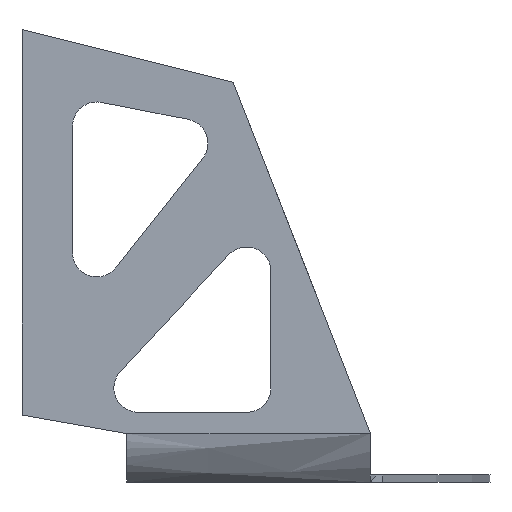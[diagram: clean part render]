
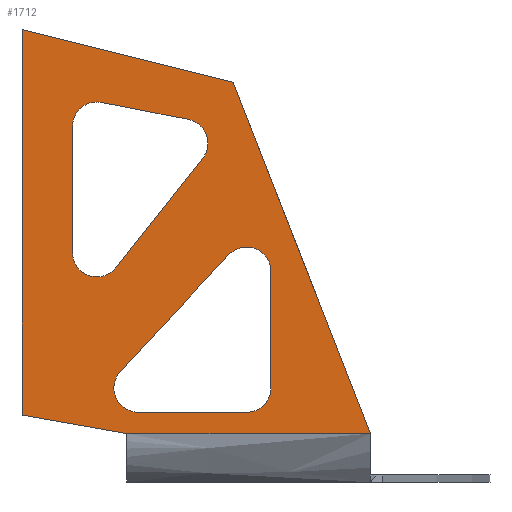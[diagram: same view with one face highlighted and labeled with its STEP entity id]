
A CAD part, left-side view. The second image highlights one B-rep face of the part: STEP entity #1712.
In plain terms, the highlighted planar face has unit normal (-1, 0, 0).
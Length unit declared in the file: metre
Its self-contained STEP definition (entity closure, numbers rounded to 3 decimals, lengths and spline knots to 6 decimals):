
#58=FACE_BOUND('',#255,.T.);
#59=FACE_BOUND('',#256,.T.);
#88=CIRCLE('',#1825,0.01);
#95=CIRCLE('',#1834,0.01);
#96=CIRCLE('',#1835,0.01);
#97=CIRCLE('',#1836,0.01);
#98=CIRCLE('',#1837,0.01);
#99=CIRCLE('',#1838,0.01);
#157=FACE_OUTER_BOUND('',#254,.T.);
#254=EDGE_LOOP('',(#1243,#1244,#1245,#1246,#1247));
#255=EDGE_LOOP('',(#1248,#1249,#1250,#1251,#1252,#1253));
#256=EDGE_LOOP('',(#1254,#1255,#1256,#1257,#1258,#1259));
#380=LINE('',#2643,#550);
#385=LINE('',#2653,#555);
#419=LINE('',#2988,#589);
#420=LINE('',#2989,#590);
#421=LINE('',#2990,#591);
#422=LINE('',#2993,#592);
#423=LINE('',#2997,#593);
#424=LINE('',#3001,#594);
#425=LINE('',#3004,#595);
#426=LINE('',#3006,#596);
#427=LINE('',#3010,#597);
#550=VECTOR('',#1985,0.01);
#555=VECTOR('',#1996,1.);
#589=VECTOR('',#2072,1.);
#590=VECTOR('',#2073,1.);
#591=VECTOR('',#2074,1.);
#592=VECTOR('',#2075,1.);
#593=VECTOR('',#2078,1.);
#594=VECTOR('',#2081,1.);
#595=VECTOR('',#2084,1.);
#596=VECTOR('',#2085,1.);
#597=VECTOR('',#2088,1.);
#732=VERTEX_POINT('',#2640);
#733=VERTEX_POINT('',#2642);
#734=VERTEX_POINT('',#2650);
#735=VERTEX_POINT('',#2652);
#765=VERTEX_POINT('',#2880);
#766=VERTEX_POINT('',#2882);
#784=VERTEX_POINT('',#2987);
#785=VERTEX_POINT('',#2991);
#786=VERTEX_POINT('',#2992);
#787=VERTEX_POINT('',#2994);
#788=VERTEX_POINT('',#2996);
#789=VERTEX_POINT('',#2998);
#790=VERTEX_POINT('',#3000);
#791=VERTEX_POINT('',#3003);
#792=VERTEX_POINT('',#3005);
#793=VERTEX_POINT('',#3007);
#794=VERTEX_POINT('',#3009);
#901=EDGE_CURVE('',#733,#732,#380,.T.);
#906=EDGE_CURVE('',#734,#735,#385,.T.);
#943=EDGE_CURVE('',#766,#765,#88,.T.);
#964=EDGE_CURVE('',#784,#732,#419,.T.);
#965=EDGE_CURVE('',#735,#784,#420,.T.);
#966=EDGE_CURVE('',#734,#733,#421,.T.);
#967=EDGE_CURVE('',#785,#786,#422,.T.);
#968=EDGE_CURVE('',#786,#787,#95,.T.);
#969=EDGE_CURVE('',#787,#788,#423,.T.);
#970=EDGE_CURVE('',#788,#789,#96,.T.);
#971=EDGE_CURVE('',#789,#790,#424,.T.);
#972=EDGE_CURVE('',#790,#785,#97,.T.);
#973=EDGE_CURVE('',#791,#766,#425,.T.);
#974=EDGE_CURVE('',#765,#792,#426,.T.);
#975=EDGE_CURVE('',#792,#793,#98,.T.);
#976=EDGE_CURVE('',#793,#794,#427,.T.);
#977=EDGE_CURVE('',#794,#791,#99,.T.);
#1243=ORIENTED_EDGE('',*,*,#964,.F.);
#1244=ORIENTED_EDGE('',*,*,#965,.F.);
#1245=ORIENTED_EDGE('',*,*,#906,.F.);
#1246=ORIENTED_EDGE('',*,*,#966,.T.);
#1247=ORIENTED_EDGE('',*,*,#901,.T.);
#1248=ORIENTED_EDGE('',*,*,#967,.T.);
#1249=ORIENTED_EDGE('',*,*,#968,.T.);
#1250=ORIENTED_EDGE('',*,*,#969,.T.);
#1251=ORIENTED_EDGE('',*,*,#970,.T.);
#1252=ORIENTED_EDGE('',*,*,#971,.T.);
#1253=ORIENTED_EDGE('',*,*,#972,.T.);
#1254=ORIENTED_EDGE('',*,*,#973,.T.);
#1255=ORIENTED_EDGE('',*,*,#943,.T.);
#1256=ORIENTED_EDGE('',*,*,#974,.T.);
#1257=ORIENTED_EDGE('',*,*,#975,.T.);
#1258=ORIENTED_EDGE('',*,*,#976,.T.);
#1259=ORIENTED_EDGE('',*,*,#977,.T.);
#1654=PLANE('',#1833);
#1712=ADVANCED_FACE('',(#157,#58,#59),#1654,.T.);
#1825=AXIS2_PLACEMENT_3D('',#2883,#2042,#2043);
#1833=AXIS2_PLACEMENT_3D('',#2986,#2070,#2071);
#1834=AXIS2_PLACEMENT_3D('',#2995,#2076,#2077);
#1835=AXIS2_PLACEMENT_3D('',#2999,#2079,#2080);
#1836=AXIS2_PLACEMENT_3D('',#3002,#2082,#2083);
#1837=AXIS2_PLACEMENT_3D('',#3008,#2086,#2087);
#1838=AXIS2_PLACEMENT_3D('',#3011,#2089,#2090);
#1985=DIRECTION('',(0.,0.364,0.931));
#1996=DIRECTION('',(0.,0.985,0.174));
#2042=DIRECTION('center_axis',(1.,0.,0.));
#2043=DIRECTION('ref_axis',(0.,0.732,0.681));
#2070=DIRECTION('center_axis',(-1.,0.,0.));
#2071=DIRECTION('ref_axis',(0.,0.,1.));
#2072=DIRECTION('',(0.,-0.97,-0.243));
#2073=DIRECTION('',(0.,0.,1.));
#2074=DIRECTION('',(0.,-1.,0.));
#2075=DIRECTION('',(0.,-0.981,-0.192));
#2076=DIRECTION('center_axis',(1.,0.,0.));
#2077=DIRECTION('ref_axis',(0.,-0.192,0.981));
#2078=DIRECTION('',(0.,0.622,-0.783));
#2079=DIRECTION('center_axis',(1.,0.,0.));
#2080=DIRECTION('ref_axis',(0.,-0.783,-0.622));
#2081=DIRECTION('',(0.,0.,1.));
#2082=DIRECTION('center_axis',(1.,0.,0.));
#2083=DIRECTION('ref_axis',(0.,1.,0.));
#2084=DIRECTION('',(0.,-0.681,0.732));
#2085=DIRECTION('',(0.,0.,-1.));
#2086=DIRECTION('center_axis',(1.,0.,0.));
#2087=DIRECTION('ref_axis',(0.,-1.,0.));
#2088=DIRECTION('',(0.,1.,0.));
#2089=DIRECTION('center_axis',(1.,0.,0.));
#2090=DIRECTION('ref_axis',(0.,0.,-1.));
#2640=CARTESIAN_POINT('',(-0.22468,0.443206,0.130494));
#2642=CARTESIAN_POINT('',(-0.22468,0.386863,-0.013592));
#2643=CARTESIAN_POINT('',(-0.22468,0.420993,0.07369));
#2650=CARTESIAN_POINT('',(-0.22468,0.486863,-0.013592));
#2652=CARTESIAN_POINT('',(-0.22468,0.529863,-0.006009));
#2653=CARTESIAN_POINT('',(-0.22468,0.504176,-0.010539));
#2880=CARTESIAN_POINT('',(-0.22468,0.427676,0.052955));
#2882=CARTESIAN_POINT('',(-0.22468,0.444999,0.059766));
#2883=CARTESIAN_POINT('Origin',(-0.22468,0.437676,0.052955));
#2986=CARTESIAN_POINT('Origin',(-0.22468,0.483363,0.029741));
#2987=CARTESIAN_POINT('',(-0.22468,0.529863,0.152158));
#2988=CARTESIAN_POINT('',(-0.22468,0.503605,0.145594));
#2989=CARTESIAN_POINT('',(-0.22468,0.529863,0.078492));
#2990=CARTESIAN_POINT('',(-0.22468,0.461863,-0.013592));
#2991=CARTESIAN_POINT('',(-0.22468,0.497256,0.122311));
#2992=CARTESIAN_POINT('',(-0.22468,0.461632,0.115359));
#2993=CARTESIAN_POINT('',(-0.22468,0.464051,0.115831));
#2994=CARTESIAN_POINT('',(-0.22468,0.455718,0.099323));
#2995=CARTESIAN_POINT('Origin',(-0.22468,0.463547,0.105544));
#2996=CARTESIAN_POINT('',(-0.22468,0.491342,0.054494));
#2997=CARTESIAN_POINT('',(-0.22468,0.495826,0.048852));
#2998=CARTESIAN_POINT('',(-0.22468,0.509171,0.060716));
#2999=CARTESIAN_POINT('Origin',(-0.22468,0.499171,0.060716));
#3000=CARTESIAN_POINT('',(-0.22468,0.509171,0.112496));
#3001=CARTESIAN_POINT('',(-0.22468,0.509171,0.071119));
#3002=CARTESIAN_POINT('Origin',(-0.22468,0.499171,0.112496));
#3003=CARTESIAN_POINT('',(-0.22468,0.489464,0.011953));
#3004=CARTESIAN_POINT('',(-0.22468,0.461381,0.04215));
#3005=CARTESIAN_POINT('',(-0.22468,0.427676,0.005143));
#3006=CARTESIAN_POINT('',(-0.22468,0.427676,0.017442));
#3007=CARTESIAN_POINT('',(-0.22468,0.437676,-0.004857));
#3008=CARTESIAN_POINT('Origin',(-0.22468,0.437676,0.005143));
#3009=CARTESIAN_POINT('',(-0.22468,0.482142,-0.004857));
#3010=CARTESIAN_POINT('',(-0.22468,0.482752,-0.004857));
#3011=CARTESIAN_POINT('Origin',(-0.22468,0.482142,0.005143));
